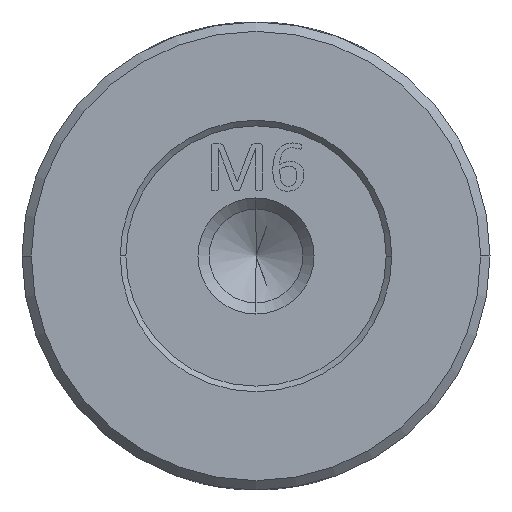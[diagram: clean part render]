
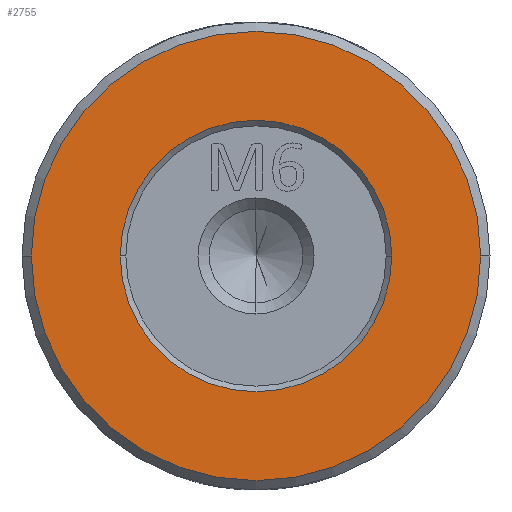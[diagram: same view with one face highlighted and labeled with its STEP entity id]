
A CAD part, left-side view. The second image highlights one B-rep face of the part: STEP entity #2755.
In plain terms, the highlighted planar face has unit normal (-1, 0, 0).
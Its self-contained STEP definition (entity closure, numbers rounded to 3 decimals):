
#358 = CIRCLE ( 'NONE', #4272, 7.25 ) ;
#960 = AXIS2_PLACEMENT_3D ( 'NONE', #5710, #3601, #9865 ) ;
#1168 = DIRECTION ( 'NONE',  ( 0., -1., 0. ) ) ;
#1357 = VERTEX_POINT ( 'NONE', #13346 ) ;
#1821 = DIRECTION ( 'NONE',  ( 0., -1., 0. ) ) ;
#1831 = EDGE_CURVE ( 'NONE', #11308, #9717, #358, .T. ) ;
#1946 = DIRECTION ( 'NONE',  ( -1., 0., 0. ) ) ;
#2014 = ORIENTED_EDGE ( 'NONE', *, *, #3805, .T. ) ;
#2755 = ADVANCED_FACE ( 'NONE', ( #8016, #4072 ), #11092, .T. ) ;
#2776 = CARTESIAN_POINT ( 'NONE',  ( -120.122, -1.144, 0. ) ) ;
#2901 = DIRECTION ( 'NONE',  ( 0., 1., 0. ) ) ;
#3326 = VERTEX_POINT ( 'NONE', #5416 ) ;
#3601 = DIRECTION ( 'NONE',  ( -1., 0., 0. ) ) ;
#3805 = EDGE_CURVE ( 'NONE', #9717, #11308, #5591, .T. ) ;
#4072 = FACE_OUTER_BOUND ( 'NONE', #12860, .T. ) ;
#4244 = CIRCLE ( 'NONE', #10117, 12. ) ;
#4245 = DIRECTION ( 'NONE',  ( 1., 0., 0. ) ) ;
#4272 = AXIS2_PLACEMENT_3D ( 'NONE', #4998, #5133, #13469 ) ;
#4471 = EDGE_CURVE ( 'NONE', #1357, #3326, #8392, .T. ) ;
#4998 = CARTESIAN_POINT ( 'NONE',  ( -120.122, -1.144, 0. ) ) ;
#5133 = DIRECTION ( 'NONE',  ( 1., 0., 0. ) ) ;
#5269 = CARTESIAN_POINT ( 'NONE',  ( -120.122, -1.144, 0. ) ) ;
#5416 = CARTESIAN_POINT ( 'NONE',  ( -120.122, -13.144, 0. ) ) ;
#5486 = EDGE_CURVE ( 'NONE', #3326, #1357, #4244, .T. ) ;
#5591 = CIRCLE ( 'NONE', #9073, 7.25 ) ;
#5710 = CARTESIAN_POINT ( 'NONE',  ( -120.122, -1.144, 0. ) ) ;
#6249 = AXIS2_PLACEMENT_3D ( 'NONE', #10059, #1946, #2901 ) ;
#6560 = ORIENTED_EDGE ( 'NONE', *, *, #4471, .T. ) ;
#6877 = DIRECTION ( 'NONE',  ( -1., 0., 0. ) ) ;
#8016 = FACE_BOUND ( 'NONE', #8878, .T. ) ;
#8392 = CIRCLE ( 'NONE', #960, 12. ) ;
#8878 = EDGE_LOOP ( 'NONE', ( #2014, #9931 ) ) ;
#9073 = AXIS2_PLACEMENT_3D ( 'NONE', #5269, #4245, #1168 ) ;
#9717 = VERTEX_POINT ( 'NONE', #11789 ) ;
#9865 = DIRECTION ( 'NONE',  ( 0., -1., 0. ) ) ;
#9931 = ORIENTED_EDGE ( 'NONE', *, *, #1831, .T. ) ;
#10059 = CARTESIAN_POINT ( 'NONE',  ( -120.122, -1.144, 0. ) ) ;
#10117 = AXIS2_PLACEMENT_3D ( 'NONE', #2776, #6877, #1821 ) ;
#10849 = CARTESIAN_POINT ( 'NONE',  ( -120.122, 6.106, 0. ) ) ;
#11092 = PLANE ( 'NONE',  #6249 ) ;
#11308 = VERTEX_POINT ( 'NONE', #10849 ) ;
#11380 = ORIENTED_EDGE ( 'NONE', *, *, #5486, .T. ) ;
#11789 = CARTESIAN_POINT ( 'NONE',  ( -120.122, -8.394, 0. ) ) ;
#12860 = EDGE_LOOP ( 'NONE', ( #6560, #11380 ) ) ;
#13346 = CARTESIAN_POINT ( 'NONE',  ( -120.122, 10.856, 0. ) ) ;
#13469 = DIRECTION ( 'NONE',  ( 0., -1., 0. ) ) ;
